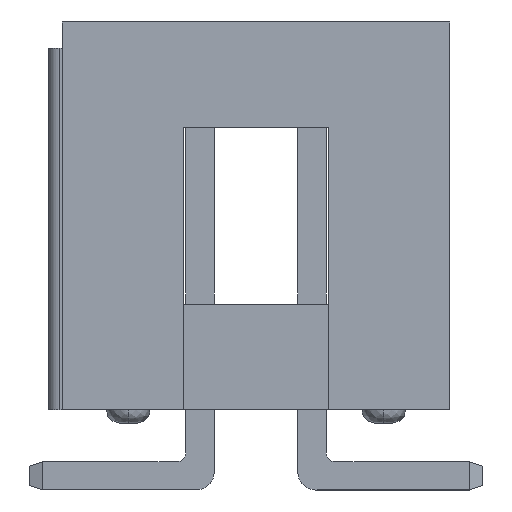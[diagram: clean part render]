
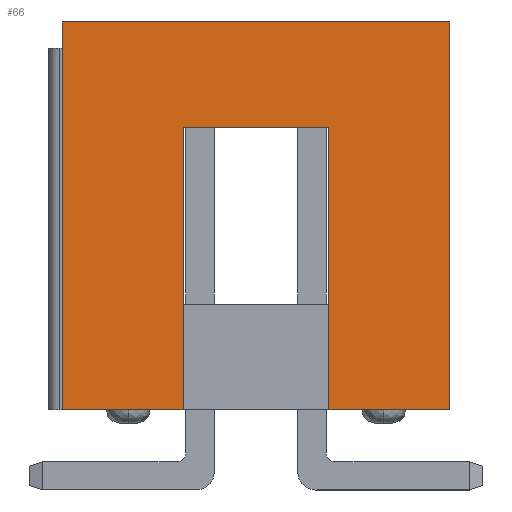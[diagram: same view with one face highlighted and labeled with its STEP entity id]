
A CAD part, left-side view. The second image highlights one B-rep face of the part: STEP entity #66.
In plain terms, the highlighted planar face has unit normal (-1, 0, 0).
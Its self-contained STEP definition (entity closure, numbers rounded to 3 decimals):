
#66=ADVANCED_FACE('NONE',(#699),#700,.T.);
#699=FACE_OUTER_BOUND('',#2050,.T.);
#700=PLANE('',#2051);
#2050=EDGE_LOOP('',(#3598,#3599,#3600,#3601,#3602,#3603,#3604,#3605));
#2051=AXIS2_PLACEMENT_3D('',#3606,#3607,#3608);
#3598=ORIENTED_EDGE('',*,*,#7883,.F.);
#3599=ORIENTED_EDGE('',*,*,#7997,.T.);
#3600=ORIENTED_EDGE('',*,*,#7990,.T.);
#3601=ORIENTED_EDGE('',*,*,#7856,.F.);
#3602=ORIENTED_EDGE('',*,*,#7887,.F.);
#3603=ORIENTED_EDGE('',*,*,#7998,.T.);
#3604=ORIENTED_EDGE('',*,*,#7999,.T.);
#3605=ORIENTED_EDGE('',*,*,#8000,.T.);
#3606=CARTESIAN_POINT('',(368.353,97.732,-24.65));
#3607=DIRECTION('',(-1.0,0.0,0.0));
#3608=DIRECTION('',(0.0,0.0,1.0));
#7856=EDGE_CURVE('NONE',#9275,#9277,#9278,.T.);
#7883=EDGE_CURVE('NONE',#9321,#9323,#9324,.T.);
#7887=EDGE_CURVE('NONE',#9329,#9275,#9331,.T.);
#7990=EDGE_CURVE('NONE',#9522,#9277,#9523,.T.);
#7997=EDGE_CURVE('NONE',#9321,#9522,#9535,.T.);
#7998=EDGE_CURVE('NONE',#9329,#9536,#9537,.T.);
#7999=EDGE_CURVE('NONE',#9536,#9538,#9539,.T.);
#8000=EDGE_CURVE('NONE',#9538,#9323,#9540,.T.);
#9275=VERTEX_POINT('NONE',#11562);
#9277=VERTEX_POINT('NONE',#11565);
#9278=LINE('',#11566,#11567);
#9321=VERTEX_POINT('NONE',#11632);
#9323=VERTEX_POINT('NONE',#11635);
#9324=LINE('',#11636,#11637);
#9329=VERTEX_POINT('NONE',#11644);
#9331=LINE('',#11647,#11648);
#9522=VERTEX_POINT('NONE',#11933);
#9523=LINE('',#11934,#11935);
#9535=LINE('',#11953,#11954);
#9536=VERTEX_POINT('NONE',#11955);
#9537=LINE('',#11956,#11957);
#9538=VERTEX_POINT('NONE',#11958);
#9539=LINE('',#11959,#11960);
#9540=LINE('',#11961,#11962);
#11562=CARTESIAN_POINT('',(368.353,103.782,-24.65));
#11565=CARTESIAN_POINT('',(368.353,103.782,-15.85));
#11566=CARTESIAN_POINT('',(368.353,103.782,-24.65));
#11567=VECTOR('',#15082,1000.0);
#11632=CARTESIAN_POINT('',(368.353,94.982,-24.65));
#11635=CARTESIAN_POINT('',(368.353,97.732,-24.65));
#11636=CARTESIAN_POINT('',(368.353,99.142,-24.65));
#11637=VECTOR('',#15115,1000.0);
#11644=CARTESIAN_POINT('',(368.353,101.032,-24.65));
#11647=CARTESIAN_POINT('',(368.353,99.142,-24.65));
#11648=VECTOR('',#15119,1000.0);
#11933=CARTESIAN_POINT('',(368.353,94.982,-15.85));
#11934=CARTESIAN_POINT('',(368.353,103.542,-15.85));
#11935=VECTOR('',#15238,1000.0);
#11953=CARTESIAN_POINT('',(368.353,94.982,-24.65));
#11954=VECTOR('',#15245,1000.0);
#11955=CARTESIAN_POINT('',(368.353,101.032,-18.25));
#11956=CARTESIAN_POINT('',(368.353,101.032,-24.65));
#11957=VECTOR('',#15246,1000.0);
#11958=CARTESIAN_POINT('',(368.353,97.732,-18.25));
#11959=CARTESIAN_POINT('',(368.353,97.732,-18.25));
#11960=VECTOR('',#15247,1000.0);
#11961=CARTESIAN_POINT('',(368.353,97.732,-24.65));
#11962=VECTOR('',#15248,1000.0);
#15082=DIRECTION('',(0.0,0.,1.0));
#15115=DIRECTION('',(0.0,1.0,0.));
#15119=DIRECTION('',(0.0,1.0,0.));
#15238=DIRECTION('',(0.0,1.0,0.));
#15245=DIRECTION('',(0.0,0.0,1.0));
#15246=DIRECTION('',(0.0,0.0,1.0));
#15247=DIRECTION('',(-0.0,-1.0,0.0));
#15248=DIRECTION('',(-0.0,-0.0,-1.0));
